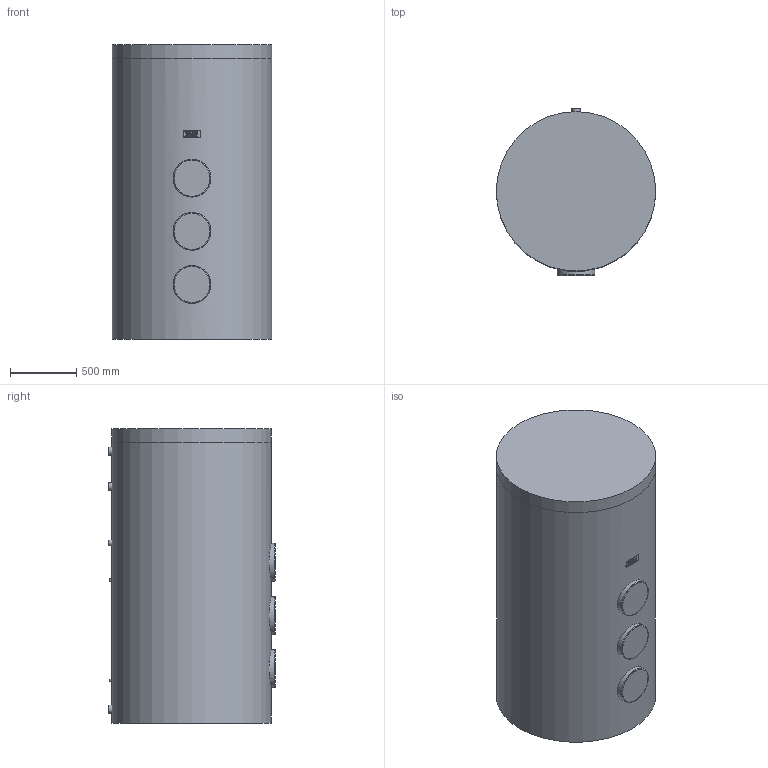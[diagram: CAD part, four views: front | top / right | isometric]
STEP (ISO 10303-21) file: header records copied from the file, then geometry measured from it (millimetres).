
FILE_DESCRIPTION(/* description */ (''),/* implementation_level */ '2;1');
FILE_NAME(/* name */ '3d_AL1500_R3white-6500303.stp',/* time_stamp */ '2015-12-07T12:37:49+01:00',/* author */ ('Andrzej'),/* organization */ (''),/* preprocessor_version */ 'ST-DEVELOPER v15.5',/* originating_system */ 'AutoCAD Mechanical',/* authorisation */ '');
FILE_SCHEMA (('AUTOMOTIVE_DESIGN { 1 0 10303 214 3 1 1 }'));
Length unit declared in the file: millimetre
Products named in the file (1): Product
Bounding box: 1200 x 1257 x 2216 mm (x, y, z)
Volume: 2345163292.1 mm3; surface area: 29914871.4 mm2
Topology: 23 solids, 23 shells, 332 faces, 804 edges, 530 vertices
Faces by surface type: plane 174, cylinder 128, sphere 12, torus 11, cone 5, bspline 2
Full cylindrical faces by diameter (mm): 16 x1, 20.8 x2, 22 x2, 40 x2, 42.4 x3, 50 x2, 60.3 x3, 190 x3, 280 x3, 284 x6, 1000 x4, 1200 x2
Entity records: 11190 total; most frequent: CARTESIAN_POINT 3441, DIRECTION 1637, ORIENTED_EDGE 1474, EDGE_CURVE 737, AXIS2_PLACEMENT_3D 597, VERTEX_POINT 515, LINE 443, VECTOR 443
